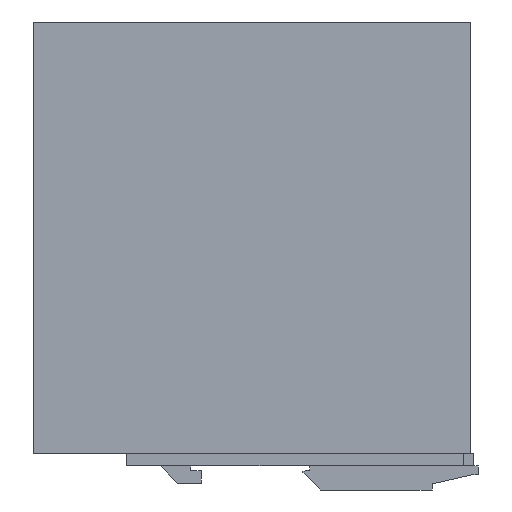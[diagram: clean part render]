
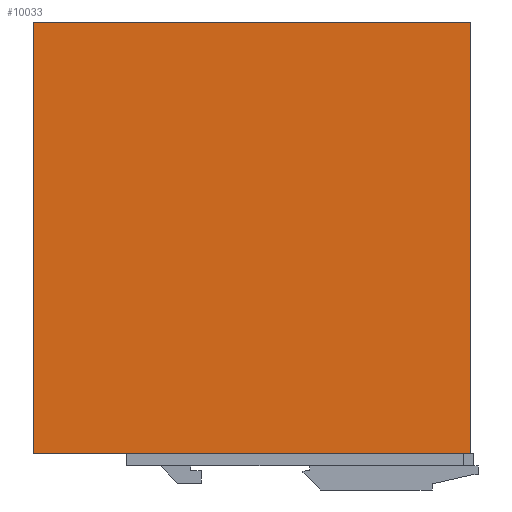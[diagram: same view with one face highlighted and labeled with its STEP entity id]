
A CAD part, left-side view. The second image highlights one B-rep face of the part: STEP entity #10033.
In plain terms, the highlighted planar face has unit normal (-1, 0, 0).
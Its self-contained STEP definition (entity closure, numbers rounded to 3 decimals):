
#23 = EDGE_CURVE ( 'NONE', #12955, #6056, #14040, .T. ) ;
#260 = ORIENTED_EDGE ( 'NONE', *, *, #305, .F. ) ;
#305 = EDGE_CURVE ( 'NONE', #19073, #6056, #12118, .T. ) ;
#333 = CARTESIAN_POINT ( 'NONE',  ( -27.5, -63.5, 0. ) ) ;
#691 = CARTESIAN_POINT ( 'NONE',  ( -27.5, -63.5, 0. ) ) ;
#1297 = ORIENTED_EDGE ( 'NONE', *, *, #2156, .T. ) ;
#1538 = FACE_OUTER_BOUND ( 'NONE', #2289, .T. ) ;
#1799 = AXIS2_PLACEMENT_3D ( 'NONE', #19044, #11140, #6296 ) ;
#2156 = EDGE_CURVE ( 'NONE', #11220, #12955, #9135, .T. ) ;
#2289 = EDGE_LOOP ( 'NONE', ( #260, #14837, #1297, #17214 ) ) ;
#3816 = LINE ( 'NONE', #691, #4299 ) ;
#4280 = VECTOR ( 'NONE', #8649, 1000. ) ;
#4299 = VECTOR ( 'NONE', #13065, 1000. ) ;
#5518 = DIRECTION ( 'NONE',  ( 0., 1., 0. ) ) ;
#5803 = VECTOR ( 'NONE', #5518, 1000. ) ;
#6056 = VERTEX_POINT ( 'NONE', #18076 ) ;
#6296 = DIRECTION ( 'NONE',  ( 0., 0., -1. ) ) ;
#7369 = CARTESIAN_POINT ( 'NONE',  ( -27.5, 63.5, 0. ) ) ;
#8649 = DIRECTION ( 'NONE',  ( 0., 1., 0. ) ) ;
#8929 = EDGE_CURVE ( 'NONE', #19073, #11220, #3816, .T. ) ;
#9135 = LINE ( 'NONE', #19754, #4280 ) ;
#9506 = PLANE ( 'NONE',  #1799 ) ;
#10033 = ADVANCED_FACE ( 'NONE', ( #1538 ), #9506, .F. ) ;
#10619 = CARTESIAN_POINT ( 'NONE',  ( -27.5, 63.5, 0. ) ) ;
#11140 = DIRECTION ( 'NONE',  ( 1., 0., 0. ) ) ;
#11220 = VERTEX_POINT ( 'NONE', #333 ) ;
#11859 = VECTOR ( 'NONE', #18524, 1000. ) ;
#12118 = LINE ( 'NONE', #14833, #5803 ) ;
#12955 = VERTEX_POINT ( 'NONE', #7369 ) ;
#13065 = DIRECTION ( 'NONE',  ( 0., 0., 1. ) ) ;
#14040 = LINE ( 'NONE', #10619, #11859 ) ;
#14403 = CARTESIAN_POINT ( 'NONE',  ( -27.5, -63.5, -125.3 ) ) ;
#14833 = CARTESIAN_POINT ( 'NONE',  ( -27.5, 63.5, -125.3 ) ) ;
#14837 = ORIENTED_EDGE ( 'NONE', *, *, #8929, .T. ) ;
#17214 = ORIENTED_EDGE ( 'NONE', *, *, #23, .T. ) ;
#18076 = CARTESIAN_POINT ( 'NONE',  ( -27.5, 63.5, -125.3 ) ) ;
#18524 = DIRECTION ( 'NONE',  ( 0., 0., -1. ) ) ;
#19044 = CARTESIAN_POINT ( 'NONE',  ( -27.5, 0., 0. ) ) ;
#19073 = VERTEX_POINT ( 'NONE', #14403 ) ;
#19754 = CARTESIAN_POINT ( 'NONE',  ( -27.5, 0., 0. ) ) ;
